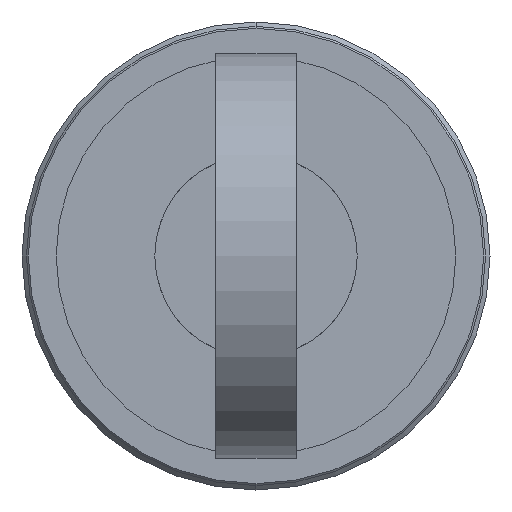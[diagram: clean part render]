
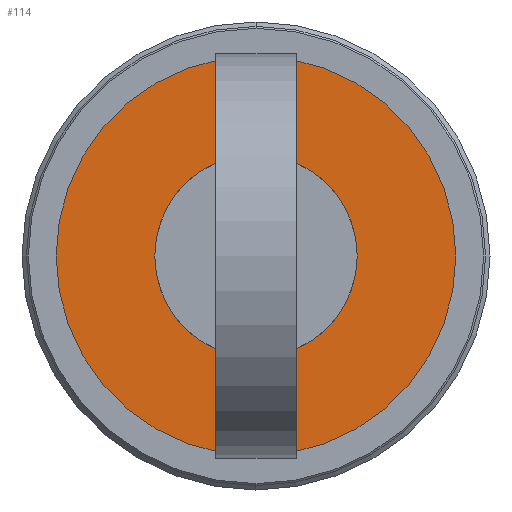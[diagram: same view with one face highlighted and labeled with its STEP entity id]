
A CAD part, left-side view. The second image highlights one B-rep face of the part: STEP entity #114.
In plain terms, the highlighted planar face has unit normal (-1, 0, 0).
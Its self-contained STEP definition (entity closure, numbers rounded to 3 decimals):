
#114=ADVANCED_FACE('',(#222),#221,.F.);
#221=PLANE('',#1113);
#222=FACE_OUTER_BOUND('',#1114,.T.);
#1110=CARTESIAN_POINT('',(171.816,-16.42,221.31));
#1111=DIRECTION('',(1.,0.,0.));
#1112=DIRECTION('',(0.,0.,-1.));
#1113=AXIS2_PLACEMENT_3D('',#1110,#1111,#1112);
#1114=EDGE_LOOP('',(#1857,#1858));
#1857=ORIENTED_EDGE('',*,*,#2285,.T.);
#1858=ORIENTED_EDGE('',*,*,#2286,.T.);
#2285=EDGE_CURVE('',#2529,#2530,#2531,.T.);
#2286=EDGE_CURVE('',#2530,#2529,#2537,.T.);
#2529=VERTEX_POINT('',#3934);
#2530=VERTEX_POINT('',#3935);
#2531=CIRCLE('',#3939,7.9);
#2537=CIRCLE('',#3943,7.9);
#3934=CARTESIAN_POINT('',(171.816,0.,218.94));
#3935=CARTESIAN_POINT('',(171.816,0.,203.14));
#3936=CARTESIAN_POINT('',(171.816,0.,211.04));
#3937=DIRECTION('',(-1.,0.,0.));
#3938=DIRECTION('',(0.,0.,1.));
#3939=AXIS2_PLACEMENT_3D('',#3936,#3937,#3938);
#3940=CARTESIAN_POINT('',(171.816,0.,211.04));
#3941=DIRECTION('',(-1.,0.,0.));
#3942=DIRECTION('',(0.,0.,1.));
#3943=AXIS2_PLACEMENT_3D('',#3940,#3941,#3942);
